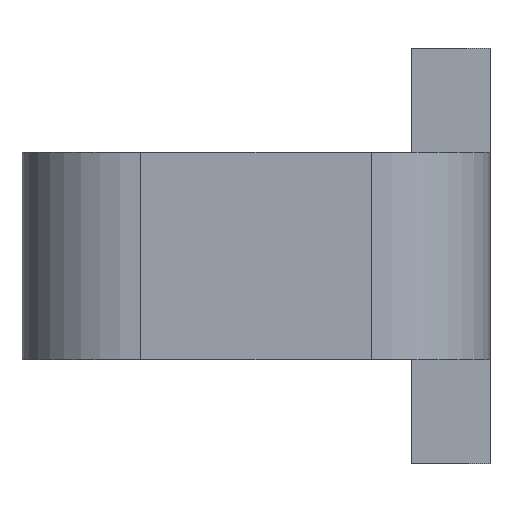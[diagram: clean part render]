
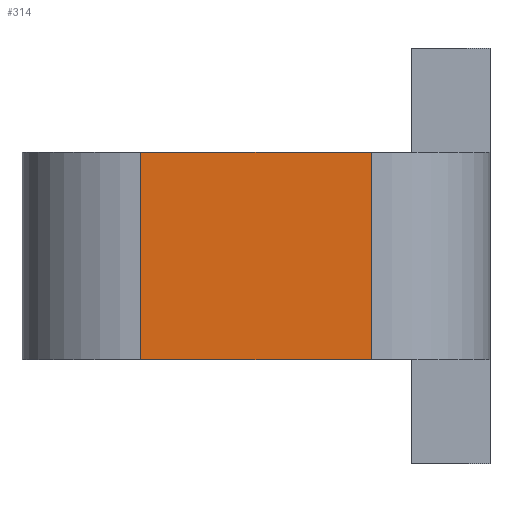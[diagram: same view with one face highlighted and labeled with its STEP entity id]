
A CAD part, left-side view. The second image highlights one B-rep face of the part: STEP entity #314.
In plain terms, the highlighted planar face has unit normal (-1, 0, 0).
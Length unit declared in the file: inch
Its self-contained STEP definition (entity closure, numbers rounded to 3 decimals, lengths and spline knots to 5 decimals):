
#19 = PLANE ( 'NONE',  #930 ) ;
#20 = ORIENTED_EDGE ( 'NONE', *, *, #328, .F. ) ;
#70 = EDGE_CURVE ( 'NONE', #187, #147, #838, .T. ) ;
#87 = CARTESIAN_POINT ( 'NONE',  ( -0.075, -0.045, 0.03996 ) ) ;
#147 = VERTEX_POINT ( 'NONE', #877 ) ;
#179 = CARTESIAN_POINT ( 'NONE',  ( -0.075, -0.02213, 0.01996 ) ) ;
#187 = VERTEX_POINT ( 'NONE', #608 ) ;
#237 = VECTOR ( 'NONE', #432, 39.37008 ) ;
#249 = VECTOR ( 'NONE', #439, 39.37008 ) ;
#257 = CARTESIAN_POINT ( 'NONE',  ( -0.075, 0.02213, 0.01996 ) ) ;
#258 = LINE ( 'NONE', #435, #896 ) ;
#314 = ADVANCED_FACE ( 'NONE', ( #464 ), #19, .T. ) ;
#328 = EDGE_CURVE ( 'NONE', #843, #942, #827, .T. ) ;
#333 = EDGE_CURVE ( 'NONE', #942, #147, #759, .T. ) ;
#413 = DIRECTION ( 'NONE',  ( 0., 0., 1. ) ) ;
#416 = CARTESIAN_POINT ( 'NONE',  ( -0.075, 0.02213, 0.01996 ) ) ;
#418 = EDGE_CURVE ( 'NONE', #843, #187, #258, .T. ) ;
#425 = DIRECTION ( 'NONE',  ( 0., 0., -1. ) ) ;
#432 = DIRECTION ( 'NONE',  ( 0., -1., 0. ) ) ;
#435 = CARTESIAN_POINT ( 'NONE',  ( -0.075, 0.02213, 0.03996 ) ) ;
#439 = DIRECTION ( 'NONE',  ( 0., -1., 0. ) ) ;
#464 = FACE_OUTER_BOUND ( 'NONE', #850, .T. ) ;
#487 = VECTOR ( 'NONE', #425, 39.37008 ) ;
#589 = ORIENTED_EDGE ( 'NONE', *, *, #70, .T. ) ;
#593 = DIRECTION ( 'NONE',  ( 0., 0., -1. ) ) ;
#602 = ORIENTED_EDGE ( 'NONE', *, *, #418, .T. ) ;
#608 = CARTESIAN_POINT ( 'NONE',  ( -0.075, 0.02213, -0.01996 ) ) ;
#713 = CARTESIAN_POINT ( 'NONE',  ( -0.075, 0.02213, -0.01996 ) ) ;
#741 = ORIENTED_EDGE ( 'NONE', *, *, #333, .F. ) ;
#759 = LINE ( 'NONE', #928, #487 ) ;
#827 = LINE ( 'NONE', #257, #237 ) ;
#838 = LINE ( 'NONE', #713, #249 ) ;
#843 = VERTEX_POINT ( 'NONE', #416 ) ;
#847 = DIRECTION ( 'NONE',  ( -1., 0., 0. ) ) ;
#850 = EDGE_LOOP ( 'NONE', ( #602, #589, #741, #20 ) ) ;
#877 = CARTESIAN_POINT ( 'NONE',  ( -0.075, -0.02213, -0.01996 ) ) ;
#896 = VECTOR ( 'NONE', #593, 39.37008 ) ;
#928 = CARTESIAN_POINT ( 'NONE',  ( -0.075, -0.02213, 0.03996 ) ) ;
#930 = AXIS2_PLACEMENT_3D ( 'NONE', #87, #847, #413 ) ;
#942 = VERTEX_POINT ( 'NONE', #179 ) ;
